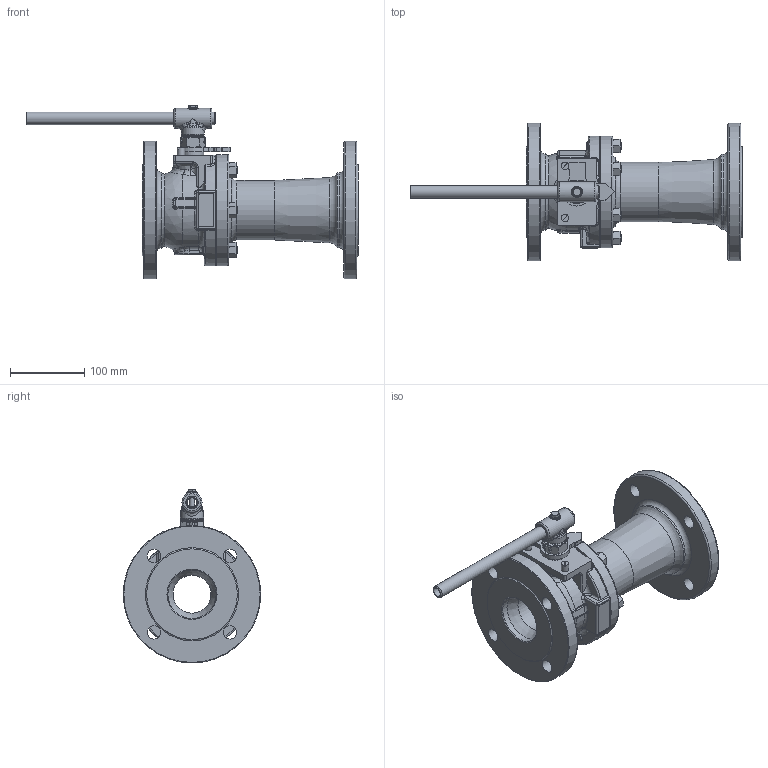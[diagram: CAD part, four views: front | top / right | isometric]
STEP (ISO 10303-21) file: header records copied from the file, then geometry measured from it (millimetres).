
FILE_DESCRIPTION(/* description */ (''),/* implementation_level */ '2;1');
FILE_NAME(/* name */ 'GA-F54-25-D16-W-A-1.stp',/* time_stamp */ '2021-10-26T12:30:46+01:00',/* author */ ('jaday'),/* organization */ (''),/* preprocessor_version */ 'ST-DEVELOPER v16.1',/* originating_system */ 'Autodesk Inventor 2016',/* authorisation */ '');
FILE_SCHEMA (('AUTOMOTIVE_DESIGN { 1 0 10303 214 3 1 1 }'));
Length unit declared in the file: millimetre
Products named in the file (1): GA-F54-25-D16-W-A-1
Bounding box: 446.5 x 185 x 234 mm (x, y, z)
Volume: 2419951 mm3; surface area: 316399.3 mm2
Topology: 1 solids, 1 shells, 618 faces, 1510 edges, 894 vertices
Faces by surface type: plane 200, cylinder 135, bspline 119, cone 110, torus 43, sphere 11
Full cylindrical faces by diameter (mm): 7 x1, 9.875 x2, 12 x6, 12.48 x1, 17.1 x2, 18 x8, 27 x1, 29.075 x1, 31 x1, 50.9 x1, 65 x2, 80 x1, 101.131 x1, 108 x1, 149.75 x1, 185 x2
Entity records: 21806 total; most frequent: CARTESIAN_POINT 8158, ORIENTED_EDGE 2816, DIRECTION 2479, EDGE_CURVE 1408, AXIS2_PLACEMENT_3D 1026, VERTEX_POINT 877, EDGE_LOOP 753, FACE_OUTER_BOUND 618
